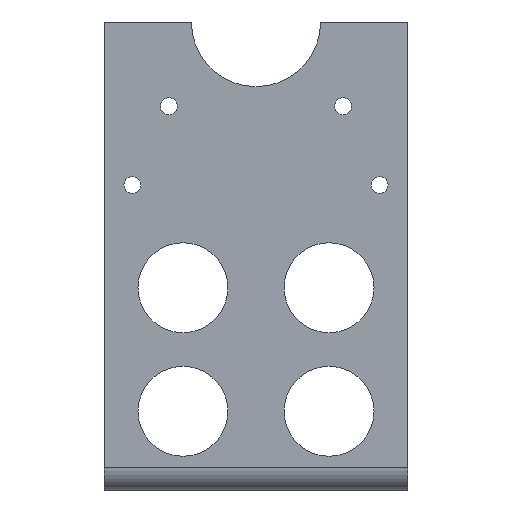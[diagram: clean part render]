
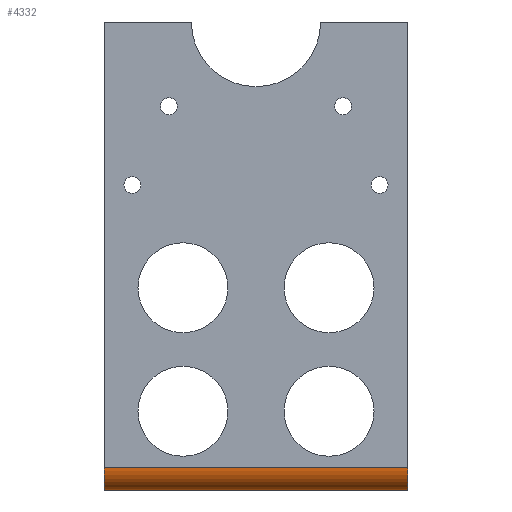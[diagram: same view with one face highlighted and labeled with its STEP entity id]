
A CAD part, left-side view. The second image highlights one B-rep face of the part: STEP entity #4332.
In plain terms, the highlighted cylindrical face has radius 4 mm (diameter 8 mm), a partial arc.
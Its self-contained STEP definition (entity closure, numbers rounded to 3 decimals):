
#13 = EDGE_CURVE ( 'NONE', #78, #814, #6162, .T. ) ;
#78 = VERTEX_POINT ( 'NONE', #5712 ) ;
#141 = LINE ( 'NONE', #1961, #930 ) ;
#202 = VERTEX_POINT ( 'NONE', #7016 ) ;
#393 = DIRECTION ( 'NONE',  ( 0., 0., -1. ) ) ;
#414 = CARTESIAN_POINT ( 'NONE',  ( -49.388, 51.519, 4. ) ) ;
#465 = CARTESIAN_POINT ( 'NONE',  ( -49.388, -29.723, 4. ) ) ;
#814 = VERTEX_POINT ( 'NONE', #3498 ) ;
#930 = VECTOR ( 'NONE', #1482, 1000. ) ;
#1026 = CARTESIAN_POINT ( 'NONE',  ( -53.388, -2.723, 4. ) ) ;
#1482 = DIRECTION ( 'NONE',  ( 0., 1., 0. ) ) ;
#1629 = EDGE_CURVE ( 'NONE', #1909, #202, #141, .T. ) ;
#1909 = VERTEX_POINT ( 'NONE', #6422 ) ;
#1961 = CARTESIAN_POINT ( 'NONE',  ( -49.388, -2.723, 0. ) ) ;
#2037 = CARTESIAN_POINT ( 'NONE',  ( -49.388, 24.277, 4. ) ) ;
#2089 = DIRECTION ( 'NONE',  ( 0., 1., 0. ) ) ;
#2365 = AXIS2_PLACEMENT_3D ( 'NONE', #414, #3235, #4926 ) ;
#2596 = ORIENTED_EDGE ( 'NONE', *, *, #3197, .F. ) ;
#2959 = AXIS2_PLACEMENT_3D ( 'NONE', #465, #3238, #393 ) ;
#2962 = FACE_OUTER_BOUND ( 'NONE', #4088, .T. ) ;
#3058 = ORIENTED_EDGE ( 'NONE', *, *, #5700, .F. ) ;
#3120 = CIRCLE ( 'NONE', #2959, 4. ) ;
#3197 = EDGE_CURVE ( 'NONE', #202, #814, #3638, .T. ) ;
#3235 = DIRECTION ( 'NONE',  ( 0., -1., 0. ) ) ;
#3238 = DIRECTION ( 'NONE',  ( 0., -1., 0. ) ) ;
#3498 = CARTESIAN_POINT ( 'NONE',  ( -53.388, 24.277, 4. ) ) ;
#3638 = CIRCLE ( 'NONE', #5092, 4. ) ;
#3649 = ORIENTED_EDGE ( 'NONE', *, *, #1629, .F. ) ;
#3795 = VECTOR ( 'NONE', #4996, 1000. ) ;
#4088 = EDGE_LOOP ( 'NONE', ( #3649, #3058, #7246, #2596 ) ) ;
#4332 = ADVANCED_FACE ( 'NONE', ( #2962 ), #4822, .T. ) ;
#4822 = CYLINDRICAL_SURFACE ( 'NONE', #2365, 4. ) ;
#4926 = DIRECTION ( 'NONE',  ( 0., 0., -1. ) ) ;
#4996 = DIRECTION ( 'NONE',  ( 0., 1., 0. ) ) ;
#5092 = AXIS2_PLACEMENT_3D ( 'NONE', #2037, #2089, #5984 ) ;
#5700 = EDGE_CURVE ( 'NONE', #78, #1909, #3120, .T. ) ;
#5712 = CARTESIAN_POINT ( 'NONE',  ( -53.388, -29.723, 4. ) ) ;
#5984 = DIRECTION ( 'NONE',  ( 0., 0., -1. ) ) ;
#6162 = LINE ( 'NONE', #1026, #3795 ) ;
#6422 = CARTESIAN_POINT ( 'NONE',  ( -49.388, -29.723, 0. ) ) ;
#7016 = CARTESIAN_POINT ( 'NONE',  ( -49.388, 24.277, 0. ) ) ;
#7246 = ORIENTED_EDGE ( 'NONE', *, *, #13, .T. ) ;
